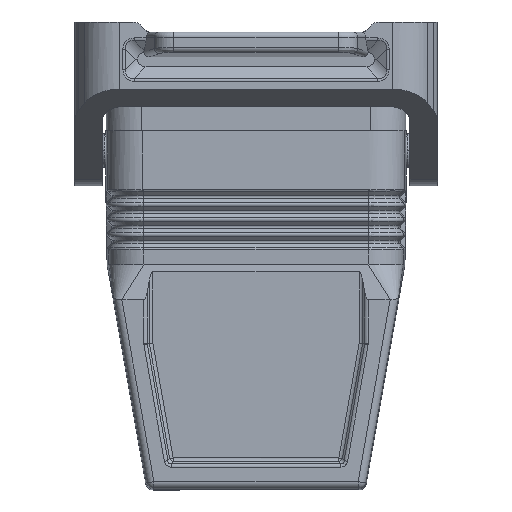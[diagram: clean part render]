
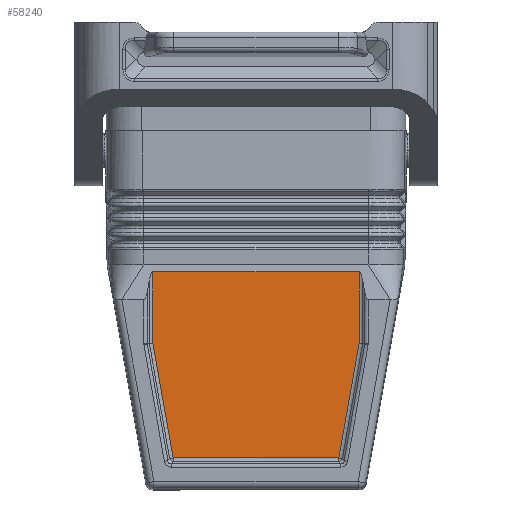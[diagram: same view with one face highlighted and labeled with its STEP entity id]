
A CAD part, front view. The second image highlights one B-rep face of the part: STEP entity #58240.
In plain terms, the highlighted face is planar.
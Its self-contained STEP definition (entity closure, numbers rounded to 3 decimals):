
#44850=CARTESIAN_POINT('',(70.874,29.724,
42.701));
#44860=VERTEX_POINT('',#44850);
#50060=CARTESIAN_POINT('',(70.874,70.896,
28.452));
#50070=VERTEX_POINT('',#50060);
#50100=CARTESIAN_POINT('',(70.874,70.896,12.));
#50110=DIRECTION('',(0.,0.,-1.));
#50120=VECTOR('',#50110,1.);
#50130=LINE('',#50100,#50120);
#50140=CARTESIAN_POINT('',(70.874,70.896,
42.701));
#50150=VERTEX_POINT('',#50140);
#50160=EDGE_CURVE('',#50150,#50070,#50130,.T.);
#57800=CARTESIAN_POINT('',(70.874,64.361,
44.579));
#57810=DIRECTION('',(1.,0.,0.));
#57820=DIRECTION('',(0.,1.,0.));
#57830=AXIS2_PLACEMENT_3D('',#57800,#57810,#57820);
#57840=PLANE('',#57830);
#57850=CARTESIAN_POINT('',(70.874,0.,28.452));
#57860=DIRECTION('',(0.,-1.,0.));
#57870=VECTOR('',#57860,1.);
#57880=LINE('',#57850,#57870);
#57890=CARTESIAN_POINT('',(70.874,29.724,
28.452));
#57900=VERTEX_POINT('',#57890);
#57910=EDGE_CURVE('',#50070,#57900,#57880,.T.);
#57920=ORIENTED_EDGE('',*,*,#57910,.F.);
#57930=CARTESIAN_POINT('',(70.874,29.724,12.));
#57940=DIRECTION('',(0.,0.,-1.));
#57950=VECTOR('',#57940,1.);
#57960=LINE('',#57930,#57950);
#57970=EDGE_CURVE('',#44860,#57900,#57960,.T.);
#57980=ORIENTED_EDGE('',*,*,#57970,.T.);
#57990=CARTESIAN_POINT('',(70.874,24.311,12.));
#58000=DIRECTION('',(0.,-0.174,-0.985));
#58010=VECTOR('',#58000,1.);
#58020=LINE('',#57990,#58010);
#58030=CARTESIAN_POINT('',(70.874,33.759,
65.586));
#58040=VERTEX_POINT('',#58030);
#58050=EDGE_CURVE('',#58040,#44860,#58020,.T.);
#58060=ORIENTED_EDGE('',*,*,#58050,.T.);
#58070=CARTESIAN_POINT('',(70.874,0.,65.586));
#58080=DIRECTION('',(0.,1.,0.));
#58090=VECTOR('',#58080,1.);
#58100=LINE('',#58070,#58090);
#58110=CARTESIAN_POINT('',(70.874,66.861,
65.586));
#58120=VERTEX_POINT('',#58110);
#58130=EDGE_CURVE('',#58040,#58120,#58100,.T.);
#58140=ORIENTED_EDGE('',*,*,#58130,.F.);
#58150=CARTESIAN_POINT('',(70.874,76.309,12.));
#58160=DIRECTION('',(0.,0.174,-0.985));
#58170=VECTOR('',#58160,1.);
#58180=LINE('',#58150,#58170);
#58190=EDGE_CURVE('',#58120,#50150,#58180,.T.);
#58200=ORIENTED_EDGE('',*,*,#58190,.F.);
#58210=ORIENTED_EDGE('',*,*,#50160,.F.);
#58220=EDGE_LOOP('',(#58210,#58200,#58140,#58060,#57980,#57920));
#58230=FACE_OUTER_BOUND('',#58220,.T.);
#58240=ADVANCED_FACE('',(#58230),#57840,.T.);
